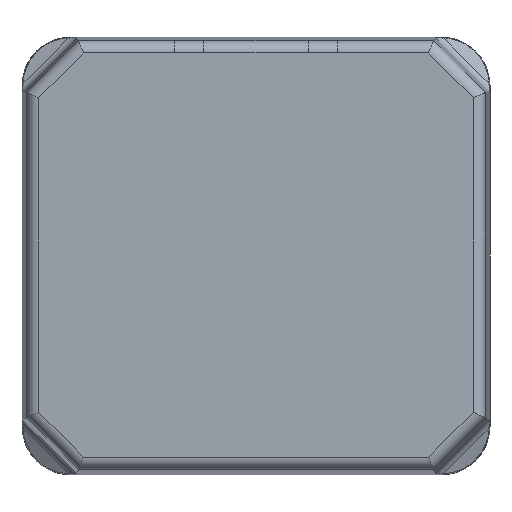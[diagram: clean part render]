
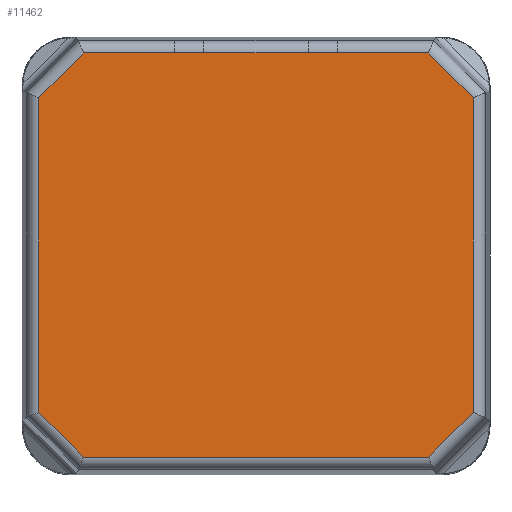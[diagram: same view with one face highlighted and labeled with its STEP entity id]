
A CAD part, top view. The second image highlights one B-rep face of the part: STEP entity #11462.
In plain terms, the highlighted planar face has unit normal (0, 0, 1).
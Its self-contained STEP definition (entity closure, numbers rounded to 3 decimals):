
#140 = ORIENTED_EDGE ( 'NONE', *, *, #4595, .T. ) ;
#214 = PLANE ( 'NONE',  #9273 ) ;
#344 = VECTOR ( 'NONE', #1860, 1000. ) ;
#460 = EDGE_CURVE ( 'NONE', #5681, #12683, #12102, .T. ) ;
#562 = ORIENTED_EDGE ( 'NONE', *, *, #7164, .T. ) ;
#642 = LINE ( 'NONE', #11224, #14105 ) ;
#685 = EDGE_CURVE ( 'NONE', #13792, #8765, #881, .T. ) ;
#808 = VECTOR ( 'NONE', #9084, 1000. ) ;
#848 = DIRECTION ( 'NONE',  ( 1., 0., 0. ) ) ;
#881 = LINE ( 'NONE', #6573, #7901 ) ;
#1064 = LINE ( 'NONE', #4097, #13321 ) ;
#1197 = CARTESIAN_POINT ( 'NONE',  ( -30.168, -0.768, 45.5 ) ) ;
#1280 = DIRECTION ( 'NONE',  ( 0., 1., 0. ) ) ;
#1465 = CARTESIAN_POINT ( 'NONE',  ( -4.3, 16.687, 45.5 ) ) ;
#1762 = ORIENTED_EDGE ( 'NONE', *, *, #11466, .T. ) ;
#1860 = DIRECTION ( 'NONE',  ( -1., 0., 0. ) ) ;
#1908 = CARTESIAN_POINT ( 'NONE',  ( 14.25, 16.687, 45.5 ) ) ;
#2265 = CARTESIAN_POINT ( 'NONE',  ( -15.325, 16.687, 45.5 ) ) ;
#2921 = EDGE_CURVE ( 'NONE', #12683, #9880, #13215, .T. ) ;
#3021 = CARTESIAN_POINT ( 'NONE',  ( 17.937, 13., 45.5 ) ) ;
#3180 = VERTEX_POINT ( 'NONE', #8735 ) ;
#3329 = CARTESIAN_POINT ( 'NONE',  ( -14.25, -16.687, 45.5 ) ) ;
#3376 = CARTESIAN_POINT ( 'NONE',  ( -17.937, 13., 45.5 ) ) ;
#3558 = VECTOR ( 'NONE', #9471, 1000. ) ;
#3623 = DIRECTION ( 'NONE',  ( -0.707, -0.707, 0. ) ) ;
#3707 = EDGE_CURVE ( 'NONE', #14418, #5681, #12224, .T. ) ;
#4030 = ORIENTED_EDGE ( 'NONE', *, *, #14232, .T. ) ;
#4097 = CARTESIAN_POINT ( 'NONE',  ( 0.768, 30.168, 45.5 ) ) ;
#4448 = EDGE_CURVE ( 'NONE', #9880, #13792, #8205, .T. ) ;
#4595 = EDGE_CURVE ( 'NONE', #9245, #14418, #642, .T. ) ;
#4986 = CARTESIAN_POINT ( 'NONE',  ( -17.937, 14.075, 45.5 ) ) ;
#5033 = LINE ( 'NONE', #2265, #5234 ) ;
#5234 = VECTOR ( 'NONE', #5523, 1000. ) ;
#5379 = VERTEX_POINT ( 'NONE', #3021 ) ;
#5494 = CARTESIAN_POINT ( 'NONE',  ( 4.3, 16.687, 45.5 ) ) ;
#5523 = DIRECTION ( 'NONE',  ( -1., 0., 0. ) ) ;
#5681 = VERTEX_POINT ( 'NONE', #3376 ) ;
#5682 = FACE_OUTER_BOUND ( 'NONE', #6924, .T. ) ;
#5889 = DIRECTION ( 'NONE',  ( -1., 0., 0. ) ) ;
#6192 = CARTESIAN_POINT ( 'NONE',  ( -17.937, -13., 45.5 ) ) ;
#6298 = VERTEX_POINT ( 'NONE', #1908 ) ;
#6350 = ORIENTED_EDGE ( 'NONE', *, *, #460, .T. ) ;
#6469 = CARTESIAN_POINT ( 'NONE',  ( -15.325, -16.687, 45.5 ) ) ;
#6552 = VECTOR ( 'NONE', #5889, 1000. ) ;
#6573 = CARTESIAN_POINT ( 'NONE',  ( 14.843, -16.093, 45.5 ) ) ;
#6924 = EDGE_LOOP ( 'NONE', ( #4030, #1762, #562, #10776, #140, #13416, #6350, #10305, #14318, #13546, #10273, #7116 ) ) ;
#7116 = ORIENTED_EDGE ( 'NONE', *, *, #11961, .T. ) ;
#7164 = EDGE_CURVE ( 'NONE', #12067, #10499, #14161, .T. ) ;
#7307 = DIRECTION ( 'NONE',  ( 0., -1., 0. ) ) ;
#7819 = DIRECTION ( 'NONE',  ( 0.707, 0.707, 0. ) ) ;
#7901 = VECTOR ( 'NONE', #7819, 1000. ) ;
#8024 = CARTESIAN_POINT ( 'NONE',  ( 17.937, 14.075, 45.5 ) ) ;
#8205 = LINE ( 'NONE', #6469, #9613 ) ;
#8230 = VECTOR ( 'NONE', #3623, 1000. ) ;
#8264 = CARTESIAN_POINT ( 'NONE',  ( -15.325, 14.075, 45.5 ) ) ;
#8296 = CARTESIAN_POINT ( 'NONE',  ( 17.937, -13., 45.5 ) ) ;
#8449 = CARTESIAN_POINT ( 'NONE',  ( -15.325, 16.687, 45.5 ) ) ;
#8538 = LINE ( 'NONE', #8449, #3558 ) ;
#8735 = CARTESIAN_POINT ( 'NONE',  ( 6.7, 16.687, 45.5 ) ) ;
#8765 = VERTEX_POINT ( 'NONE', #8296 ) ;
#9084 = DIRECTION ( 'NONE',  ( 0.707, -0.707, 0. ) ) ;
#9216 = CARTESIAN_POINT ( 'NONE',  ( -15.325, 16.687, 45.5 ) ) ;
#9245 = VERTEX_POINT ( 'NONE', #11483 ) ;
#9273 = AXIS2_PLACEMENT_3D ( 'NONE', #8264, #12562, #12518 ) ;
#9416 = CARTESIAN_POINT ( 'NONE',  ( -16.093, 14.843, 45.5 ) ) ;
#9471 = DIRECTION ( 'NONE',  ( -1., 0., 0. ) ) ;
#9613 = VECTOR ( 'NONE', #848, 1000. ) ;
#9880 = VERTEX_POINT ( 'NONE', #3329 ) ;
#10273 = ORIENTED_EDGE ( 'NONE', *, *, #10395, .T. ) ;
#10305 = ORIENTED_EDGE ( 'NONE', *, *, #2921, .T. ) ;
#10395 = EDGE_CURVE ( 'NONE', #8765, #5379, #13566, .T. ) ;
#10499 = VERTEX_POINT ( 'NONE', #1465 ) ;
#10776 = ORIENTED_EDGE ( 'NONE', *, *, #12953, .T. ) ;
#11224 = CARTESIAN_POINT ( 'NONE',  ( -15.325, 16.687, 45.5 ) ) ;
#11462 = ADVANCED_FACE ( 'NONE', ( #5682 ), #214, .F. ) ;
#11466 = EDGE_CURVE ( 'NONE', #3180, #12067, #12141, .T. ) ;
#11483 = CARTESIAN_POINT ( 'NONE',  ( -6.7, 16.687, 45.5 ) ) ;
#11851 = CARTESIAN_POINT ( 'NONE',  ( -15.325, 16.687, 45.5 ) ) ;
#11949 = DIRECTION ( 'NONE',  ( -0.707, 0.707, 0. ) ) ;
#11961 = EDGE_CURVE ( 'NONE', #5379, #6298, #1064, .T. ) ;
#12067 = VERTEX_POINT ( 'NONE', #5494 ) ;
#12102 = LINE ( 'NONE', #4986, #12262 ) ;
#12141 = LINE ( 'NONE', #9216, #6552 ) ;
#12224 = LINE ( 'NONE', #9416, #8230 ) ;
#12262 = VECTOR ( 'NONE', #7307, 1000. ) ;
#12518 = DIRECTION ( 'NONE',  ( -1., 0., 0. ) ) ;
#12562 = DIRECTION ( 'NONE',  ( 0., 0., -1. ) ) ;
#12683 = VERTEX_POINT ( 'NONE', #6192 ) ;
#12953 = EDGE_CURVE ( 'NONE', #10499, #9245, #5033, .T. ) ;
#13215 = LINE ( 'NONE', #1197, #808 ) ;
#13234 = CARTESIAN_POINT ( 'NONE',  ( -14.25, 16.687, 45.5 ) ) ;
#13237 = VECTOR ( 'NONE', #1280, 1000. ) ;
#13298 = DIRECTION ( 'NONE',  ( -1., 0., 0. ) ) ;
#13321 = VECTOR ( 'NONE', #11949, 1000. ) ;
#13416 = ORIENTED_EDGE ( 'NONE', *, *, #3707, .T. ) ;
#13546 = ORIENTED_EDGE ( 'NONE', *, *, #685, .T. ) ;
#13566 = LINE ( 'NONE', #8024, #13237 ) ;
#13676 = CARTESIAN_POINT ( 'NONE',  ( 14.25, -16.687, 45.5 ) ) ;
#13792 = VERTEX_POINT ( 'NONE', #13676 ) ;
#14105 = VECTOR ( 'NONE', #13298, 1000. ) ;
#14161 = LINE ( 'NONE', #11851, #344 ) ;
#14232 = EDGE_CURVE ( 'NONE', #6298, #3180, #8538, .T. ) ;
#14318 = ORIENTED_EDGE ( 'NONE', *, *, #4448, .T. ) ;
#14418 = VERTEX_POINT ( 'NONE', #13234 ) ;
